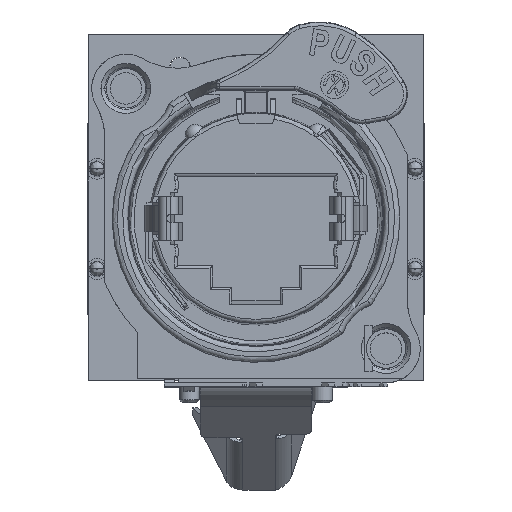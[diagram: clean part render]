
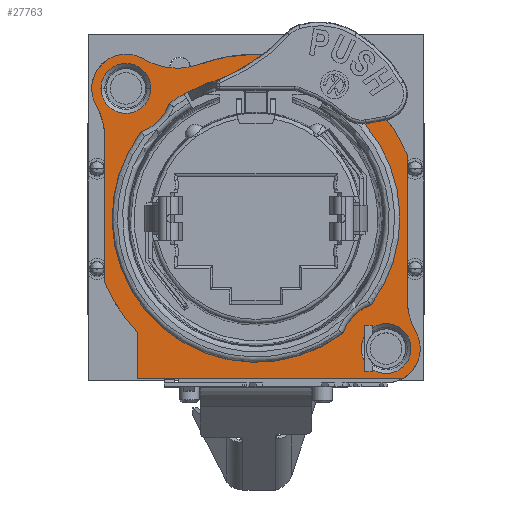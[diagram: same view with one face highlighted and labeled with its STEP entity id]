
A CAD part, top view. The second image highlights one B-rep face of the part: STEP entity #27763.
In plain terms, the highlighted planar face has unit normal (0, 0, 1).
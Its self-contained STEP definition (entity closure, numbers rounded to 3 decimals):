
#4010=CARTESIAN_POINT('',(0.,0.,-2.7));
#4011=DIRECTION('',(0.,0.,1.));
#4012=DIRECTION('',(0.92,0.392,0.));
#4013=AXIS2_PLACEMENT_3D('',#4010,#4011,#4012);
#4015=DIRECTION('',(0.,1.,0.));
#4016=VECTOR('',#4015,11.031);
#4017=CARTESIAN_POINT('',(11.5,-6.132,-2.7));
#4018=LINE('',#4017,#4016);
#4019=CARTESIAN_POINT('',(16.5,-6.132,-2.7));
#4020=DIRECTION('',(0.,0.,-1.));
#4021=DIRECTION('',(-0.868,-0.496,0.));
#4022=AXIS2_PLACEMENT_3D('',#4019,#4020,#4021);
#4024=CARTESIAN_POINT('',(9.9,-9.9,-2.7));
#4025=DIRECTION('',(0.,0.,1.));
#4026=DIRECTION('',(0.501,-0.865,0.));
#4027=AXIS2_PLACEMENT_3D('',#4024,#4025,#4026);
#4029=DIRECTION('',(1.,0.,0.));
#4030=VECTOR('',#4029,20.203);
#4031=CARTESIAN_POINT('',(-9.,-12.15,-2.7));
#4032=LINE('',#4031,#4030);
#4033=DIRECTION('',(0.,-1.,0.));
#4034=VECTOR('',#4033,3.475);
#4035=CARTESIAN_POINT('',(-9.,-8.675,-2.7));
#4036=LINE('',#4035,#4034);
#4037=CARTESIAN_POINT('',(0.,0.,-2.7));
#4038=DIRECTION('',(0.,0.,1.));
#4039=DIRECTION('',(-0.92,-0.392,0.));
#4040=AXIS2_PLACEMENT_3D('',#4037,#4038,#4039);
#4042=DIRECTION('',(0.,-1.,0.));
#4043=VECTOR('',#4042,11.031);
#4044=CARTESIAN_POINT('',(-11.5,6.132,-2.7));
#4045=LINE('',#4044,#4043);
#4046=CARTESIAN_POINT('',(-16.5,6.132,-2.7));
#4047=DIRECTION('',(0.,0.,-1.));
#4048=DIRECTION('',(0.868,0.496,0.));
#4049=AXIS2_PLACEMENT_3D('',#4046,#4047,#4048);
#4051=CARTESIAN_POINT('',(-9.9,9.9,-2.7));
#4052=DIRECTION('',(0.,0.,1.));
#4053=DIRECTION('',(0.511,0.86,0.));
#4054=AXIS2_PLACEMENT_3D('',#4051,#4052,#4053);
#4056=CARTESIAN_POINT('',(-6.017,16.433,-2.7));
#4057=DIRECTION('',(0.,0.,-1.));
#4058=DIRECTION('',(0.344,-0.939,0.));
#4059=AXIS2_PLACEMENT_3D('',#4056,#4057,#4058);
#4061=DIRECTION('',(-1.,0.,0.));
#4062=VECTOR('',#4061,0.6);
#4063=CARTESIAN_POINT('',(8.85,-8.125,-2.7));
#4064=LINE('',#4063,#4062);
#4065=DIRECTION('',(0.,-1.,0.));
#4066=VECTOR('',#4065,0.833);
#4067=CARTESIAN_POINT('',(8.25,-8.125,-2.7));
#4068=LINE('',#4067,#4066);
#4069=DIRECTION('',(0.,-1.,0.));
#4070=VECTOR('',#4069,0.833);
#4071=CARTESIAN_POINT('',(8.25,-10.842,-2.7));
#4072=LINE('',#4071,#4070);
#4073=DIRECTION('',(1.,0.,0.));
#4074=VECTOR('',#4073,0.6);
#4075=CARTESIAN_POINT('',(8.25,-11.675,-2.7));
#4076=LINE('',#4075,#4074);
#4077=DIRECTION('',(0.,1.,0.));
#4078=VECTOR('',#4077,0.191);
#4079=CARTESIAN_POINT('',(8.85,-11.675,-2.7));
#4080=LINE('',#4079,#4078);
#4081=DIRECTION('',(0.,1.,0.));
#4082=VECTOR('',#4081,0.191);
#4083=CARTESIAN_POINT('',(8.85,-8.316,-2.7));
#4084=LINE('',#4083,#4082);
#4085=CARTESIAN_POINT('',(0.,0.,-2.7));
#4086=DIRECTION('',(0.,0.,1.));
#4087=DIRECTION('',(-0.798,0.603,0.));
#4088=AXIS2_PLACEMENT_3D('',#4085,#4086,#4087);
#4090=CARTESIAN_POINT('',(9.9,-9.9,-2.7));
#4091=DIRECTION('',(0.,0.,1.));
#4092=DIRECTION('',(-0.332,0.943,0.));
#4093=AXIS2_PLACEMENT_3D('',#4090,#4091,#4092);
#4095=CARTESIAN_POINT('',(0.,0.,-2.7));
#4096=DIRECTION('',(0.,0.,1.));
#4097=DIRECTION('',(0.798,-0.603,0.));
#4098=AXIS2_PLACEMENT_3D('',#4095,#4096,#4097);
#4100=CARTESIAN_POINT('',(0.,0.,-2.7));
#4101=DIRECTION('',(0.,0.,-1.));
#4102=DIRECTION('',(-0.5,0.866,0.));
#4103=AXIS2_PLACEMENT_3D('',#4100,#4101,#4102);
#4105=CARTESIAN_POINT('',(0.,0.,-2.7));
#4106=DIRECTION('',(0.,0.,1.));
#4107=DIRECTION('',(-0.5,0.866,0.));
#4108=AXIS2_PLACEMENT_3D('',#4105,#4106,#4107);
#4110=CARTESIAN_POINT('',(-9.9,9.9,-2.7));
#4111=DIRECTION('',(0.,0.,1.));
#4112=DIRECTION('',(0.332,-0.943,0.));
#4113=AXIS2_PLACEMENT_3D('',#4110,#4111,#4112);
#4115=CARTESIAN_POINT('',(-9.9,9.9,-2.7));
#4116=DIRECTION('',(0.,0.,-1.));
#4117=DIRECTION('',(1.,0.,0.));
#4118=AXIS2_PLACEMENT_3D('',#4115,#4116,#4117);
#4133=CARTESIAN_POINT('',(-9.9,9.9,-2.7));
#4134=DIRECTION('',(0.,0.,-1.));
#4135=DIRECTION('',(-1.,0.,0.));
#4136=AXIS2_PLACEMENT_3D('',#4133,#4134,#4135);
#4427=CARTESIAN_POINT('',(9.9,-9.9,-2.7));
#4428=DIRECTION('',(0.,0.,-1.));
#4429=DIRECTION('',(-0.868,-0.496,0.));
#4430=AXIS2_PLACEMENT_3D('',#4427,#4428,#4429);
#4432=CARTESIAN_POINT('',(9.9,-9.9,-2.7));
#4433=DIRECTION('',(0.,0.,-1.));
#4434=DIRECTION('',(-0.553,0.833,0.));
#4435=AXIS2_PLACEMENT_3D('',#4432,#4433,#4434);
#20919=CARTESIAN_POINT('',(11.5,4.899,-2.7));
#20920=CARTESIAN_POINT('',(-4.298,11.738,-2.7));
#20921=VERTEX_POINT('',#20919);
#20922=VERTEX_POINT('',#20920);
#20923=CARTESIAN_POINT('',(-8.572,12.135,-2.7));
#20924=VERTEX_POINT('',#20923);
#20925=CARTESIAN_POINT('',(-12.158,8.611,-2.7));
#20926=VERTEX_POINT('',#20925);
#20927=CARTESIAN_POINT('',(-11.5,6.132,-2.7));
#20928=VERTEX_POINT('',#20927);
#20929=CARTESIAN_POINT('',(-11.5,-4.899,-2.7));
#20930=VERTEX_POINT('',#20929);
#20931=CARTESIAN_POINT('',(-9.,-8.675,-2.7));
#20932=VERTEX_POINT('',#20931);
#20933=CARTESIAN_POINT('',(-9.,-12.15,-2.7));
#20934=VERTEX_POINT('',#20933);
#20935=CARTESIAN_POINT('',(11.203,-12.15,-2.7));
#20936=CARTESIAN_POINT('',(12.158,-8.611,-2.7));
#20937=VERTEX_POINT('',#20935);
#20938=VERTEX_POINT('',#20936);
#20939=CARTESIAN_POINT('',(11.5,-6.132,-2.7));
#20940=VERTEX_POINT('',#20939);
#20943=CARTESIAN_POINT('',(-5.475,9.483,-2.7));
#20944=CARTESIAN_POINT('',(5.475,9.483,-2.7));
#20945=VERTEX_POINT('',#20943);
#20946=VERTEX_POINT('',#20944);
#20947=CARTESIAN_POINT('',(-11.8,9.9,-2.7));
#20948=CARTESIAN_POINT('',(-8.,9.9,-2.7));
#20949=VERTEX_POINT('',#20947);
#20950=VERTEX_POINT('',#20948);
#20971=CARTESIAN_POINT('',(8.85,-8.125,-2.7));
#20972=CARTESIAN_POINT('',(8.25,-8.125,-2.7));
#20973=VERTEX_POINT('',#20971);
#20974=VERTEX_POINT('',#20972);
#20975=CARTESIAN_POINT('',(8.25,-8.958,-2.7));
#20976=VERTEX_POINT('',#20975);
#20977=CARTESIAN_POINT('',(8.25,-10.842,-2.7));
#20978=CARTESIAN_POINT('',(8.25,-11.675,-2.7));
#20979=VERTEX_POINT('',#20977);
#20980=VERTEX_POINT('',#20978);
#20981=CARTESIAN_POINT('',(8.85,-11.675,-2.7));
#20982=VERTEX_POINT('',#20981);
#20983=CARTESIAN_POINT('',(8.85,-11.484,-2.7));
#20984=VERTEX_POINT('',#20983);
#20985=CARTESIAN_POINT('',(8.85,-8.316,-2.7));
#20986=VERTEX_POINT('',#20985);
#21025=CARTESIAN_POINT('',(-6.598,8.739,-2.7));
#21026=VERTEX_POINT('',#21025);
#21027=CARTESIAN_POINT('',(-8.739,6.598,-2.7));
#21028=CARTESIAN_POINT('',(6.598,-8.739,-2.7));
#21029=VERTEX_POINT('',#21027);
#21030=VERTEX_POINT('',#21028);
#21031=CARTESIAN_POINT('',(8.739,-6.598,-2.7));
#21032=VERTEX_POINT('',#21031);
#27707=CARTESIAN_POINT('',(0.,0.,-2.7));
#27708=DIRECTION('',(0.,0.,1.));
#27709=DIRECTION('',(1.,0.,0.));
#27710=AXIS2_PLACEMENT_3D('',#27707,#27708,#27709);
#27711=PLANE('',#27710);
#27712=ORIENTED_EDGE('',*,*,#27635,.F.);
#27713=ORIENTED_EDGE('',*,*,#27664,.F.);
#27714=ORIENTED_EDGE('',*,*,#27678,.F.);
#27715=ORIENTED_EDGE('',*,*,#27697,.F.);
#27716=ORIENTED_EDGE('',*,*,#27521,.F.);
#27717=ORIENTED_EDGE('',*,*,#27536,.F.);
#27718=ORIENTED_EDGE('',*,*,#27549,.F.);
#27719=ORIENTED_EDGE('',*,*,#27567,.F.);
#27720=ORIENTED_EDGE('',*,*,#27581,.F.);
#27721=ORIENTED_EDGE('',*,*,#27598,.F.);
#27722=ORIENTED_EDGE('',*,*,#27617,.F.);
#27723=EDGE_LOOP('',(#27712,#27713,#27714,#27715,#27716,#27717,#27718,#27719,
#27720,#27721,#27722));
#27724=FACE_OUTER_BOUND('',#27723,.F.);
#27726=ORIENTED_EDGE('',*,*,#27725,.F.);
#27728=ORIENTED_EDGE('',*,*,#27727,.F.);
#27729=EDGE_LOOP('',(#27726,#27728));
#27730=FACE_BOUND('',#27729,.F.);
#27732=ORIENTED_EDGE('',*,*,#27731,.T.);
#27734=ORIENTED_EDGE('',*,*,#27733,.T.);
#27736=ORIENTED_EDGE('',*,*,#27735,.F.);
#27738=ORIENTED_EDGE('',*,*,#27737,.T.);
#27740=ORIENTED_EDGE('',*,*,#27739,.T.);
#27742=ORIENTED_EDGE('',*,*,#27741,.T.);
#27744=ORIENTED_EDGE('',*,*,#27743,.F.);
#27746=ORIENTED_EDGE('',*,*,#27745,.T.);
#27747=EDGE_LOOP('',(#27732,#27734,#27736,#27738,#27740,#27742,#27744,#27746));
#27748=FACE_BOUND('',#27747,.F.);
#27750=ORIENTED_EDGE('',*,*,#27749,.T.);
#27752=ORIENTED_EDGE('',*,*,#27751,.F.);
#27754=ORIENTED_EDGE('',*,*,#27753,.T.);
#27756=ORIENTED_EDGE('',*,*,#27755,.F.);
#27758=ORIENTED_EDGE('',*,*,#27757,.T.);
#27760=ORIENTED_EDGE('',*,*,#27759,.F.);
#27761=EDGE_LOOP('',(#27750,#27752,#27754,#27756,#27758,#27760));
#27762=FACE_BOUND('',#27761,.F.);
#27763=ADVANCED_FACE('',(#27724,#27730,#27748,#27762),#27711,.T.);
#4014=CIRCLE('',#4013,12.5);
#4023=CIRCLE('',#4022,5.);
#4028=CIRCLE('',#4027,2.6);
#4041=CIRCLE('',#4040,12.5);
#4050=CIRCLE('',#4049,5.);
#4055=CIRCLE('',#4054,2.6);
#4060=CIRCLE('',#4059,5.);
#4089=CIRCLE('',#4088,10.95);
#4094=CIRCLE('',#4093,3.5);
#4099=CIRCLE('',#4098,10.95);
#4104=CIRCLE('',#4103,10.95);
#4109=CIRCLE('',#4108,10.95);
#4114=CIRCLE('',#4113,3.5);
#4119=CIRCLE('',#4118,1.9);
#4137=CIRCLE('',#4136,1.9);
#4431=CIRCLE('',#4430,1.9);
#4436=CIRCLE('',#4435,1.9);
#27521=EDGE_CURVE('',#20934,#20937,#4032,.T.);
#27536=EDGE_CURVE('',#20932,#20934,#4036,.T.);
#27549=EDGE_CURVE('',#20930,#20932,#4041,.T.);
#27567=EDGE_CURVE('',#20928,#20930,#4045,.T.);
#27581=EDGE_CURVE('',#20926,#20928,#4050,.T.);
#27598=EDGE_CURVE('',#20924,#20926,#4055,.T.);
#27617=EDGE_CURVE('',#20922,#20924,#4060,.T.);
#27635=EDGE_CURVE('',#20921,#20922,#4014,.T.);
#27664=EDGE_CURVE('',#20940,#20921,#4018,.T.);
#27678=EDGE_CURVE('',#20938,#20940,#4023,.T.);
#27697=EDGE_CURVE('',#20937,#20938,#4028,.T.);
#27725=EDGE_CURVE('',#20950,#20949,#4119,.T.);
#27727=EDGE_CURVE('',#20949,#20950,#4137,.T.);
#27731=EDGE_CURVE('',#20973,#20974,#4064,.T.);
#27733=EDGE_CURVE('',#20974,#20976,#4068,.T.);
#27735=EDGE_CURVE('',#20979,#20976,#4431,.T.);
#27737=EDGE_CURVE('',#20979,#20980,#4072,.T.);
#27739=EDGE_CURVE('',#20980,#20982,#4076,.T.);
#27741=EDGE_CURVE('',#20982,#20984,#4080,.T.);
#27743=EDGE_CURVE('',#20986,#20984,#4436,.T.);
#27745=EDGE_CURVE('',#20986,#20973,#4084,.T.);
#27749=EDGE_CURVE('',#21029,#21030,#4089,.T.);
#27751=EDGE_CURVE('',#21032,#21030,#4094,.T.);
#27753=EDGE_CURVE('',#21032,#20946,#4099,.T.);
#27755=EDGE_CURVE('',#20945,#20946,#4104,.T.);
#27757=EDGE_CURVE('',#20945,#21026,#4109,.T.);
#27759=EDGE_CURVE('',#21029,#21026,#4114,.T.);
